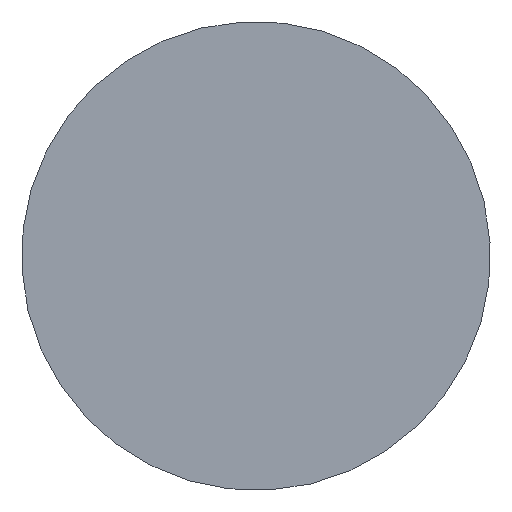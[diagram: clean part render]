
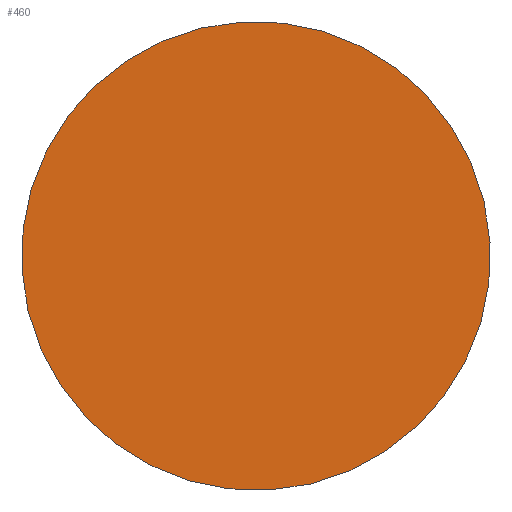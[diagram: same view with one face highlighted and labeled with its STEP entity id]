
A CAD part, front view. The second image highlights one B-rep face of the part: STEP entity #460.
In plain terms, the highlighted planar face has unit normal (0, -1, 0).
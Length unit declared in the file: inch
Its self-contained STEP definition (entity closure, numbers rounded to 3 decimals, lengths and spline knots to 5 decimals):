
#129=FACE_OUTER_BOUND('',#172,.T.);
#172=EDGE_LOOP('',(#376));
#198=CIRCLE('',#518,1.);
#236=VERTEX_POINT('',#770);
#286=EDGE_CURVE('',#236,#236,#198,.T.);
#376=ORIENTED_EDGE('',*,*,#286,.T.);
#409=PLANE('',#519);
#460=ADVANCED_FACE('',(#129),#409,.T.);
#518=AXIS2_PLACEMENT_3D('',#771,#643,#644);
#519=AXIS2_PLACEMENT_3D('',#772,#645,#646);
#643=DIRECTION('center_axis',(0.,-1.,0.));
#644=DIRECTION('ref_axis',(0.116,0.,0.993));
#645=DIRECTION('center_axis',(0.,-1.,0.));
#646=DIRECTION('ref_axis',(0.116,0.,0.993));
#770=CARTESIAN_POINT('',(0.11562,0.,0.99329));
#771=CARTESIAN_POINT('Origin',(0.,0.,0.));
#772=CARTESIAN_POINT('Origin',(0.10406,0.,0.89396));
